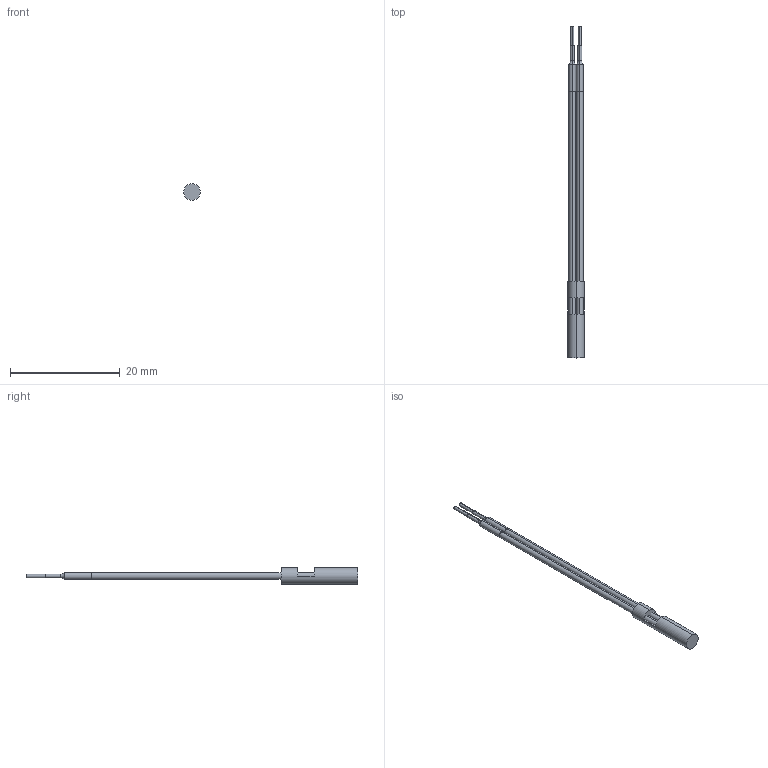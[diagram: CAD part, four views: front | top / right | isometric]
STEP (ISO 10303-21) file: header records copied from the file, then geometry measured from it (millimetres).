
FILE_DESCRIPTION (( 'STEP AP203' ), '1' );
FILE_NAME ('1996-E.STEP', '2015-12-17T12:08:53', ( '' ), ( '' ), 'SwSTEP 2.0', 'SolidWorks 2015', '' );
FILE_SCHEMA (( 'CONFIG_CONTROL_DESIGN' ));
Length unit declared in the file: millimetre
Products named in the file (1): 1996-E
Bounding box: 3 x 60.5 x 3 mm (x, y, z)
Volume: 197.2 mm3; surface area: 601.1 mm2
Topology: 5 solids, 5 shells, 41 faces, 79 edges, 50 vertices
Faces by surface type: cylinder 22, plane 15, torus 4
Entity records: 1138 total; most frequent: DIRECTION 215, CARTESIAN_POINT 171, ORIENTED_EDGE 158, AXIS2_PLACEMENT_3D 94, EDGE_CURVE 79, CIRCLE 52, VERTEX_POINT 50, EDGE_LOOP 47
